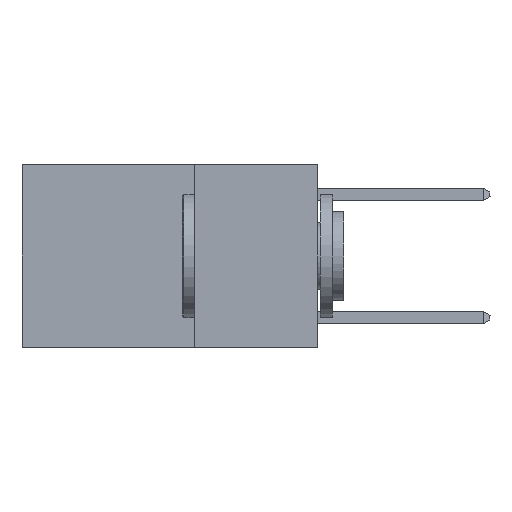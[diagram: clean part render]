
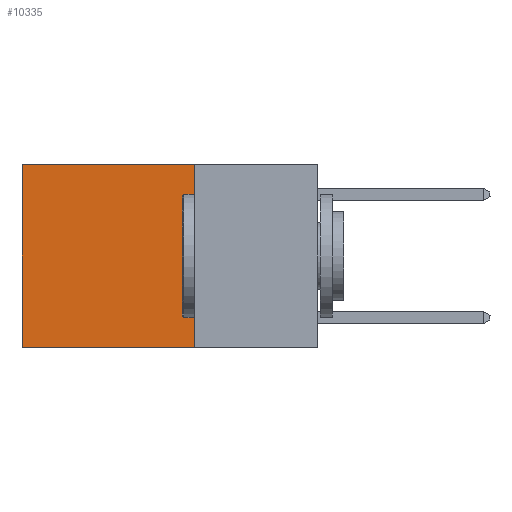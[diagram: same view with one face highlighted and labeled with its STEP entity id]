
A CAD part, left-side view. The second image highlights one B-rep face of the part: STEP entity #10335.
In plain terms, the highlighted planar face has unit normal (-1, 0, 0).
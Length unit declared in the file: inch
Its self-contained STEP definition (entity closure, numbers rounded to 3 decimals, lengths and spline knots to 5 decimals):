
#41 = EDGE_CURVE ( 'NONE', #6401, #3421, #4724, .T. ) ;
#402 = EDGE_CURVE ( 'NONE', #9609, #6401, #1231, .T. ) ;
#703 = VECTOR ( 'NONE', #2531, 39.37008 ) ;
#1092 = VERTEX_POINT ( 'NONE', #2628 ) ;
#1231 = LINE ( 'NONE', #4713, #10251 ) ;
#2365 = VECTOR ( 'NONE', #7756, 39.37008 ) ;
#2531 = DIRECTION ( 'NONE',  ( 0., 0., -1. ) ) ;
#2628 = CARTESIAN_POINT ( 'NONE',  ( 0.2625, 0.6, 0. ) ) ;
#2971 = DIRECTION ( 'NONE',  ( 0., 0., -1. ) ) ;
#3077 = ORIENTED_EDGE ( 'NONE', *, *, #41, .F. ) ;
#3096 = ORIENTED_EDGE ( 'NONE', *, *, #7757, .T. ) ;
#3417 = DIRECTION ( 'NONE',  ( 1., 0., 0. ) ) ;
#3421 = VERTEX_POINT ( 'NONE', #5128 ) ;
#4125 = LINE ( 'NONE', #7650, #2365 ) ;
#4313 = VECTOR ( 'NONE', #9760, 39.37008 ) ;
#4713 = CARTESIAN_POINT ( 'NONE',  ( 0.2625, 0.25, 0. ) ) ;
#4724 = LINE ( 'NONE', #8944, #4313 ) ;
#5128 = CARTESIAN_POINT ( 'NONE',  ( 0.2625, 0.6, -0.37 ) ) ;
#5200 = PLANE ( 'NONE',  #8629 ) ;
#5245 = LINE ( 'NONE', #6996, #703 ) ;
#5829 = CARTESIAN_POINT ( 'NONE',  ( 0.2625, 0.25, -0.37 ) ) ;
#6401 = VERTEX_POINT ( 'NONE', #5829 ) ;
#6996 = CARTESIAN_POINT ( 'NONE',  ( 0.2625, 0.6, 0. ) ) ;
#7150 = CARTESIAN_POINT ( 'NONE',  ( 0.2625, 0.25, 0. ) ) ;
#7650 = CARTESIAN_POINT ( 'NONE',  ( 0.2625, 0.25, 0. ) ) ;
#7724 = EDGE_LOOP ( 'NONE', ( #3096, #3077, #8576, #9809 ) ) ;
#7756 = DIRECTION ( 'NONE',  ( 0., 1., 0. ) ) ;
#7757 = EDGE_CURVE ( 'NONE', #1092, #3421, #5245, .T. ) ;
#8576 = ORIENTED_EDGE ( 'NONE', *, *, #402, .F. ) ;
#8624 = CARTESIAN_POINT ( 'NONE',  ( 0.2625, 0.25, 0. ) ) ;
#8629 = AXIS2_PLACEMENT_3D ( 'NONE', #8624, #3417, #8741 ) ;
#8741 = DIRECTION ( 'NONE',  ( 0., 0., -1. ) ) ;
#8944 = CARTESIAN_POINT ( 'NONE',  ( 0.2625, 0.25, -0.37 ) ) ;
#9007 = EDGE_CURVE ( 'NONE', #9609, #1092, #4125, .T. ) ;
#9431 = FACE_OUTER_BOUND ( 'NONE', #7724, .T. ) ;
#9609 = VERTEX_POINT ( 'NONE', #7150 ) ;
#9760 = DIRECTION ( 'NONE',  ( 0., 1., 0. ) ) ;
#9809 = ORIENTED_EDGE ( 'NONE', *, *, #9007, .T. ) ;
#10251 = VECTOR ( 'NONE', #2971, 39.37008 ) ;
#10335 = ADVANCED_FACE ( 'NONE', ( #9431 ), #5200, .F. ) ;
